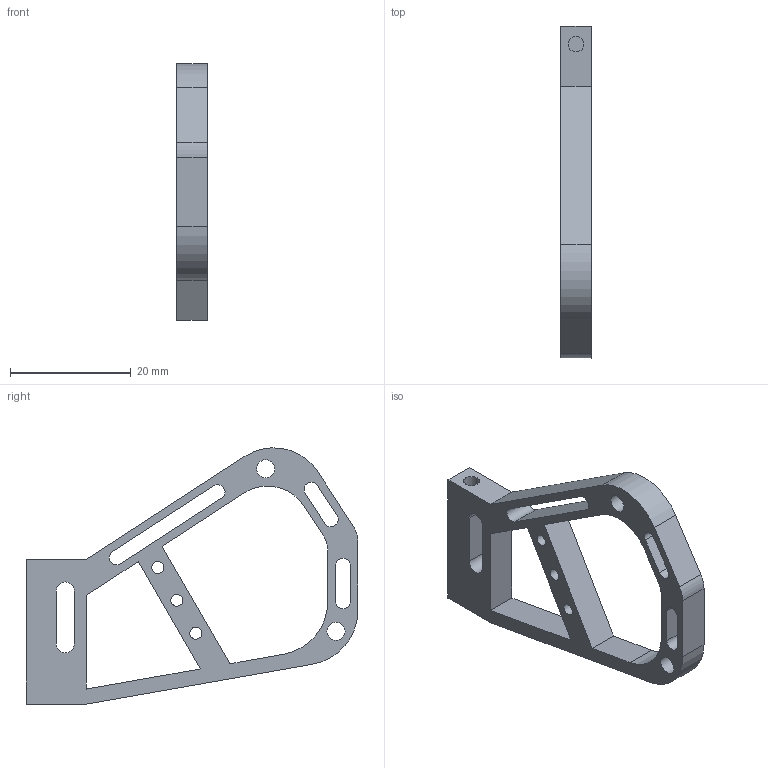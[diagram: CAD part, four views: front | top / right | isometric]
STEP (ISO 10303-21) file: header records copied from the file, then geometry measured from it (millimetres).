
FILE_DESCRIPTION(('FreeCAD Model'),'2;1');
FILE_NAME('Open CASCADE Shape Model','2023-11-24T10:13:15',(''),(''), 'Open CASCADE STEP processor 7.6','FreeCAD','Unknown');
FILE_SCHEMA(('AUTOMOTIVE_DESIGN { 1 0 10303 214 1 1 1 1 }'));
Length unit declared in the file: millimetre
Products named in the file (1): cage_002
Bounding box: 5 x 55 x 42.46 mm (x, y, z)
Volume: 3284.8 mm3; surface area: 3816.7 mm2
Topology: 1 solids, 1 shells, 52 faces, 141 edges, 94 vertices
Faces by surface type: plane 30, cylinder 22
Full cylindrical faces by diameter (mm): 2 x3, 2.6 x3, 3 x2
Entity records: 3472 total; most frequent: CARTESIAN_POINT 682, DIRECTION 481, ORIENTED_EDGE 282, PCURVE 282, DEFINITIONAL_REPRESENTATION 282, LINE 247, VECTOR 247, EDGE_CURVE 141
